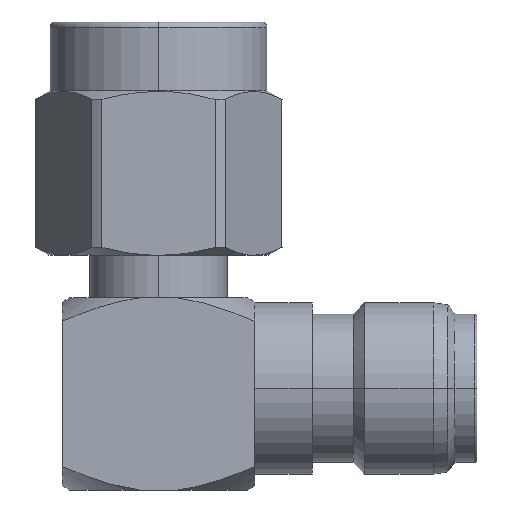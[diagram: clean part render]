
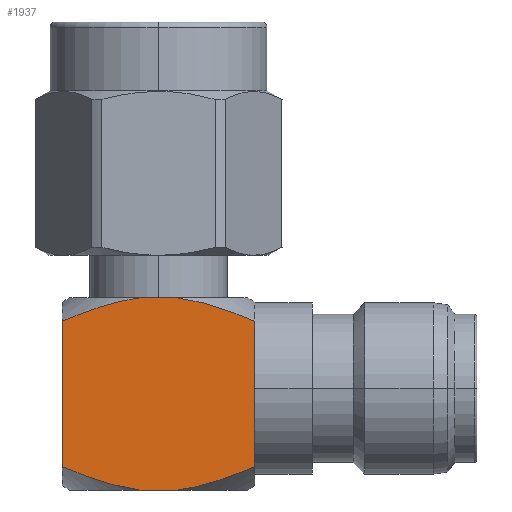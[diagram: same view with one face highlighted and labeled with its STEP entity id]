
A CAD part, left-side view. The second image highlights one B-rep face of the part: STEP entity #1937.
In plain terms, the highlighted planar face has unit normal (-1, 0, 0).
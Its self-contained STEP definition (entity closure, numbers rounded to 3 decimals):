
#357 = CARTESIAN_POINT ( 'NONE',  ( -3.175, 3.5, 0. ) ) ;
#534 = ORIENTED_EDGE ( 'NONE', *, *, #14296, .F. ) ;
#1400 = CARTESIAN_POINT ( 'NONE',  ( -3.175, 3.5, -13.148 ) ) ;
#1657 = VERTEX_POINT ( 'NONE', #19891 ) ;
#1831 = EDGE_LOOP ( 'NONE', ( #21699, #8503, #7065, #15251, #9941, #534, #19473, #15135 ) ) ;
#1937 = ADVANCED_FACE ( 'NONE', ( #3434 ), #12753, .F. ) ;
#2044 = CARTESIAN_POINT ( 'NONE',  ( -3.175, 3.048, -7.659 ) ) ;
#2525 = CARTESIAN_POINT ( 'NONE',  ( -3.175, -3.048, -13.341 ) ) ;
#2745 = CARTESIAN_POINT ( 'NONE',  ( -3.175, -2.592, -13.521 ) ) ;
#2881 = EDGE_CURVE ( 'NONE', #22197, #1657, #9392, .T. ) ;
#2945 = CARTESIAN_POINT ( 'NONE',  ( -3.175, 1.182, -13.924 ) ) ;
#2982 = EDGE_CURVE ( 'NONE', #12832, #21455, #19295, .T. ) ;
#3112 = EDGE_CURVE ( 'NONE', #13842, #22197, #4449, .T. ) ;
#3344 = VERTEX_POINT ( 'NONE', #11758 ) ;
#3434 = FACE_OUTER_BOUND ( 'NONE', #1831, .T. ) ;
#3905 = LINE ( 'NONE', #15272, #22024 ) ;
#4244 = CARTESIAN_POINT ( 'NONE',  ( -3.175, -0.694, -7. ) ) ;
#4271 = B_SPLINE_CURVE_WITH_KNOTS ( 'NONE', 3,
 ( #12559, #2044, #16079, #5578, #17854, #7334, #19633, #9087 ),
 .UNSPECIFIED., .F., .F.,
 ( 4, 2, 2, 4 ),
 ( 0.005, 0.006, 0.007, 0.008 ),
 .UNSPECIFIED. ) ;
#4449 = LINE ( 'NONE', #7545, #11284 ) ;
#4523 = CARTESIAN_POINT ( 'NONE',  ( -3.175, -1.659, -13.812 ) ) ;
#4719 = CARTESIAN_POINT ( 'NONE',  ( -3.175, 1.9, -13.743 ) ) ;
#5342 = CARTESIAN_POINT ( 'NONE',  ( -3.175, -0.694, -7. ) ) ;
#5383 = AXIS2_PLACEMENT_3D ( 'NONE', #16622, #22388, #14129 ) ;
#5578 = CARTESIAN_POINT ( 'NONE',  ( -3.175, 1.894, -7.255 ) ) ;
#5669 = LINE ( 'NONE', #12089, #14995 ) ;
#6119 = CARTESIAN_POINT ( 'NONE',  ( -3.175, -3.5, -13.148 ) ) ;
#6196 = CARTESIAN_POINT ( 'NONE',  ( -3.175, 3.5, -7.852 ) ) ;
#6251 = CARTESIAN_POINT ( 'NONE',  ( -3.175, -0.939, -13.97 ) ) ;
#6260 = B_SPLINE_CURVE_WITH_KNOTS ( 'NONE', 3,
 ( #6119, #2525, #2745, #15017, #4523, #16786, #6251, #18550 ),
 .UNSPECIFIED., .F., .F.,
 ( 4, 2, 2, 4 ),
 ( 0.005, 0.006, 0.007, 0.008 ),
 .UNSPECIFIED. ) ;
#6291 = CARTESIAN_POINT ( 'NONE',  ( -3.175, 0.694, -14. ) ) ;
#6451 = CARTESIAN_POINT ( 'NONE',  ( -3.175, 3.052, -13.339 ) ) ;
#6878 = CARTESIAN_POINT ( 'NONE',  ( -3.175, -1.182, -7.076 ) ) ;
#6939 = CARTESIAN_POINT ( 'NONE',  ( -3.175, 0.694, -7. ) ) ;
#7065 = ORIENTED_EDGE ( 'NONE', *, *, #18987, .F. ) ;
#7083 = CARTESIAN_POINT ( 'NONE',  ( -3.175, 0.694, -14. ) ) ;
#7272 = DIRECTION ( 'NONE',  ( 0., 0., 1. ) ) ;
#7334 = CARTESIAN_POINT ( 'NONE',  ( -3.175, 1.182, -7.076 ) ) ;
#7545 = CARTESIAN_POINT ( 'NONE',  ( -3.175, -3.5, -7. ) ) ;
#8274 = DIRECTION ( 'NONE',  ( 0., 0., -1. ) ) ;
#8503 = ORIENTED_EDGE ( 'NONE', *, *, #2982, .F. ) ;
#9087 = CARTESIAN_POINT ( 'NONE',  ( -3.175, 0.694, -7. ) ) ;
#9147 = CARTESIAN_POINT ( 'NONE',  ( -3.175, -0.694, -14. ) ) ;
#9248 = CARTESIAN_POINT ( 'NONE',  ( -3.175, -3.052, -7.661 ) ) ;
#9392 = B_SPLINE_CURVE_WITH_KNOTS ( 'NONE', 3,
 ( #4244, #22092, #6878, #19469, #21532, #15787, #9248, #20324 ),
 .UNSPECIFIED., .F., .F.,
 ( 4, 2, 2, 4 ),
 ( 0.009, 0.01, 0.011, 0.012 ),
 .UNSPECIFIED. ) ;
#9877 = VERTEX_POINT ( 'NONE', #7083 ) ;
#9941 = ORIENTED_EDGE ( 'NONE', *, *, #13208, .F. ) ;
#10301 = DIRECTION ( 'NONE',  ( 0., 1., 0. ) ) ;
#11284 = VECTOR ( 'NONE', #20655, 1000. ) ;
#11660 = CARTESIAN_POINT ( 'NONE',  ( -3.175, 0.938, -13.97 ) ) ;
#11758 = CARTESIAN_POINT ( 'NONE',  ( -3.175, -3.5, -13.148 ) ) ;
#12089 = CARTESIAN_POINT ( 'NONE',  ( -3.175, 3.5, -14. ) ) ;
#12559 = CARTESIAN_POINT ( 'NONE',  ( -3.175, 3.5, -7.852 ) ) ;
#12753 = PLANE ( 'NONE',  #5383 ) ;
#12832 = VERTEX_POINT ( 'NONE', #1400 ) ;
#13208 = EDGE_CURVE ( 'NONE', #3344, #17263, #6260, .T. ) ;
#13842 = VERTEX_POINT ( 'NONE', #6939 ) ;
#14129 = DIRECTION ( 'NONE',  ( 0., 0., -1. ) ) ;
#14296 = EDGE_CURVE ( 'NONE', #1657, #3344, #3905, .T. ) ;
#14631 = VECTOR ( 'NONE', #7272, 1000. ) ;
#14995 = VECTOR ( 'NONE', #10301, 1000. ) ;
#15005 = EDGE_CURVE ( 'NONE', #17263, #9877, #5669, .T. ) ;
#15017 = CARTESIAN_POINT ( 'NONE',  ( -3.175, -1.894, -13.745 ) ) ;
#15135 = ORIENTED_EDGE ( 'NONE', *, *, #3112, .F. ) ;
#15145 = EDGE_CURVE ( 'NONE', #21455, #13842, #4271, .T. ) ;
#15210 = CARTESIAN_POINT ( 'NONE',  ( -3.175, 1.664, -13.811 ) ) ;
#15251 = ORIENTED_EDGE ( 'NONE', *, *, #15005, .F. ) ;
#15272 = CARTESIAN_POINT ( 'NONE',  ( -3.175, -3.5, 0. ) ) ;
#15787 = CARTESIAN_POINT ( 'NONE',  ( -3.175, -2.599, -7.482 ) ) ;
#16079 = CARTESIAN_POINT ( 'NONE',  ( -3.175, 2.592, -7.479 ) ) ;
#16622 = CARTESIAN_POINT ( 'NONE',  ( -3.175, -3.5, 0. ) ) ;
#16786 = CARTESIAN_POINT ( 'NONE',  ( -3.175, -1.182, -13.924 ) ) ;
#16974 = CARTESIAN_POINT ( 'NONE',  ( -3.175, 2.599, -13.518 ) ) ;
#17263 = VERTEX_POINT ( 'NONE', #9147 ) ;
#17854 = CARTESIAN_POINT ( 'NONE',  ( -3.175, 1.659, -7.188 ) ) ;
#18550 = CARTESIAN_POINT ( 'NONE',  ( -3.175, -0.694, -14. ) ) ;
#18744 = CARTESIAN_POINT ( 'NONE',  ( -3.175, 3.5, -13.148 ) ) ;
#18987 = EDGE_CURVE ( 'NONE', #9877, #12832, #19784, .T. ) ;
#19295 = LINE ( 'NONE', #357, #14631 ) ;
#19469 = CARTESIAN_POINT ( 'NONE',  ( -3.175, -1.664, -7.189 ) ) ;
#19473 = ORIENTED_EDGE ( 'NONE', *, *, #2881, .F. ) ;
#19633 = CARTESIAN_POINT ( 'NONE',  ( -3.175, 0.939, -7.03 ) ) ;
#19784 = B_SPLINE_CURVE_WITH_KNOTS ( 'NONE', 3,
 ( #6291, #11660, #2945, #15210, #4719, #16974, #6451, #18744 ),
 .UNSPECIFIED., .F., .F.,
 ( 4, 2, 2, 4 ),
 ( 0.009, 0.01, 0.011, 0.012 ),
 .UNSPECIFIED. ) ;
#19891 = CARTESIAN_POINT ( 'NONE',  ( -3.175, -3.5, -7.852 ) ) ;
#20324 = CARTESIAN_POINT ( 'NONE',  ( -3.175, -3.5, -7.852 ) ) ;
#20655 = DIRECTION ( 'NONE',  ( 0., -1., 0. ) ) ;
#21455 = VERTEX_POINT ( 'NONE', #6196 ) ;
#21532 = CARTESIAN_POINT ( 'NONE',  ( -3.175, -1.9, -7.257 ) ) ;
#21699 = ORIENTED_EDGE ( 'NONE', *, *, #15145, .F. ) ;
#22024 = VECTOR ( 'NONE', #8274, 1000. ) ;
#22092 = CARTESIAN_POINT ( 'NONE',  ( -3.175, -0.938, -7.03 ) ) ;
#22197 = VERTEX_POINT ( 'NONE', #5342 ) ;
#22388 = DIRECTION ( 'NONE',  ( 1., 0., 0. ) ) ;
